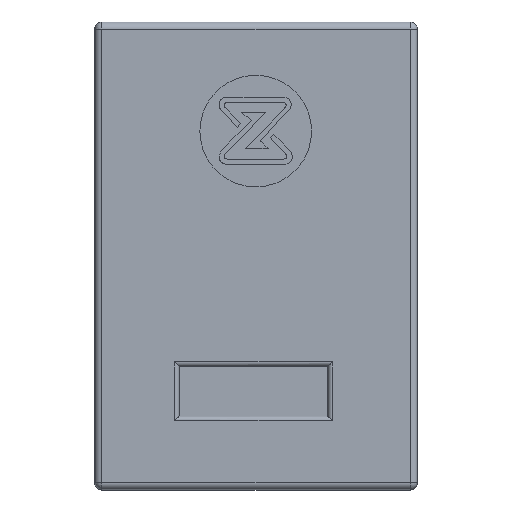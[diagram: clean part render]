
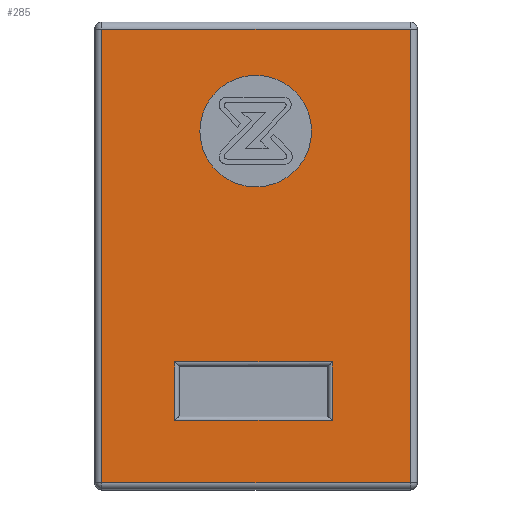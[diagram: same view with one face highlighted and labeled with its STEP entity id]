
A CAD part, top view. The second image highlights one B-rep face of the part: STEP entity #285.
In plain terms, the highlighted planar face has unit normal (0, 0, 1).
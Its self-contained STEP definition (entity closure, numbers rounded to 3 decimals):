
#192=CARTESIAN_POINT('',(23.564,-34.973,23.774));
#193=DIRECTION('',(0.,0.,-1.));
#194=DIRECTION('',(0.,1.,0.));
#195=AXIS2_PLACEMENT_3D('',#192,#193,#194);
#196=PLANE('',#195);
#197=CARTESIAN_POINT('',(23.522,-22.89,23.774));
#198=VERTEX_POINT('',#197);
#199=CARTESIAN_POINT('',(23.522,-3.292,23.774));
#200=VERTEX_POINT('',#199);
#201=CARTESIAN_POINT('',(23.522,-13.091,23.774));
#202=DIRECTION('',(-0.,-0.,1.));
#203=DIRECTION('',(0.,1.,0.));
#204=AXIS2_PLACEMENT_3D('',#201,#202,#203);
#205=CIRCLE('',#204,9.799);
#206=EDGE_CURVE('',#198,#200,#205,.T.);
#207=ORIENTED_EDGE('',*,*,#206,.F.);
#208=CARTESIAN_POINT('',(23.522,-13.091,23.774));
#209=DIRECTION('',(-0.,-0.,1.));
#210=DIRECTION('',(0.,1.,0.));
#211=AXIS2_PLACEMENT_3D('',#208,#209,#210);
#212=CIRCLE('',#211,9.799);
#213=EDGE_CURVE('',#200,#198,#212,.T.);
#214=ORIENTED_EDGE('',*,*,#213,.F.);
#215=EDGE_LOOP('',(#207,#214));
#216=FACE_BOUND('',#215,.T.);
#217=CARTESIAN_POINT('',(9.329,-63.846,23.774));
#218=VERTEX_POINT('',#217);
#219=CARTESIAN_POINT('',(9.329,-53.59,23.774));
#220=VERTEX_POINT('',#219);
#221=CARTESIAN_POINT('',(9.329,-63.846,23.774));
#222=DIRECTION('',(0.,1.,0.));
#223=VECTOR('',#222,10.256);
#224=LINE('',#221,#223);
#225=EDGE_CURVE('',#218,#220,#224,.T.);
#226=ORIENTED_EDGE('',*,*,#225,.T.);
#227=CARTESIAN_POINT('',(36.92,-53.59,23.774));
#228=VERTEX_POINT('',#227);
#229=CARTESIAN_POINT('',(9.329,-53.59,23.774));
#230=DIRECTION('',(1.,0.,-0.));
#231=VECTOR('',#230,27.592);
#232=LINE('',#229,#231);
#233=EDGE_CURVE('',#220,#228,#232,.T.);
#234=ORIENTED_EDGE('',*,*,#233,.T.);
#235=CARTESIAN_POINT('',(36.92,-63.846,23.774));
#236=VERTEX_POINT('',#235);
#237=CARTESIAN_POINT('',(36.92,-53.59,23.774));
#238=DIRECTION('',(0.,-1.,-0.));
#239=VECTOR('',#238,10.256);
#240=LINE('',#237,#239);
#241=EDGE_CURVE('',#228,#236,#240,.T.);
#242=ORIENTED_EDGE('',*,*,#241,.T.);
#243=CARTESIAN_POINT('',(36.92,-63.846,23.774));
#244=DIRECTION('',(-1.,0.,0.));
#245=VECTOR('',#244,27.592);
#246=LINE('',#243,#245);
#247=EDGE_CURVE('',#236,#218,#246,.T.);
#248=ORIENTED_EDGE('',*,*,#247,.T.);
#249=EDGE_LOOP('',(#226,#234,#242,#248));
#250=FACE_BOUND('',#249,.T.);
#251=CARTESIAN_POINT('',(50.601,-74.748,23.774));
#252=VERTEX_POINT('',#251);
#253=CARTESIAN_POINT('',(50.601,4.802,23.774));
#254=VERTEX_POINT('',#253);
#255=CARTESIAN_POINT('',(50.601,-74.748,23.774));
#256=DIRECTION('',(-0.,1.,0.));
#257=VECTOR('',#256,79.55);
#258=LINE('',#255,#257);
#259=EDGE_CURVE('',#252,#254,#258,.T.);
#260=ORIENTED_EDGE('',*,*,#259,.T.);
#261=CARTESIAN_POINT('',(-3.472,4.802,23.774));
#262=VERTEX_POINT('',#261);
#263=CARTESIAN_POINT('',(50.601,4.802,23.774));
#264=DIRECTION('',(-1.,-0.,-0.));
#265=VECTOR('',#264,54.072);
#266=LINE('',#263,#265);
#267=EDGE_CURVE('',#254,#262,#266,.T.);
#268=ORIENTED_EDGE('',*,*,#267,.T.);
#269=CARTESIAN_POINT('',(-3.472,-74.748,23.774));
#270=VERTEX_POINT('',#269);
#271=CARTESIAN_POINT('',(-3.472,4.802,23.774));
#272=DIRECTION('',(-0.,-1.,-0.));
#273=VECTOR('',#272,79.55);
#274=LINE('',#271,#273);
#275=EDGE_CURVE('',#262,#270,#274,.T.);
#276=ORIENTED_EDGE('',*,*,#275,.T.);
#277=CARTESIAN_POINT('',(-3.472,-74.748,23.774));
#278=DIRECTION('',(1.,-0.,-0.));
#279=VECTOR('',#278,54.072);
#280=LINE('',#277,#279);
#281=EDGE_CURVE('',#270,#252,#280,.T.);
#282=ORIENTED_EDGE('',*,*,#281,.T.);
#283=EDGE_LOOP('',(#260,#268,#276,#282));
#284=FACE_BOUND('',#283,.T.);
#285=ADVANCED_FACE('',(#216,#250,#284),#196,.F.);
